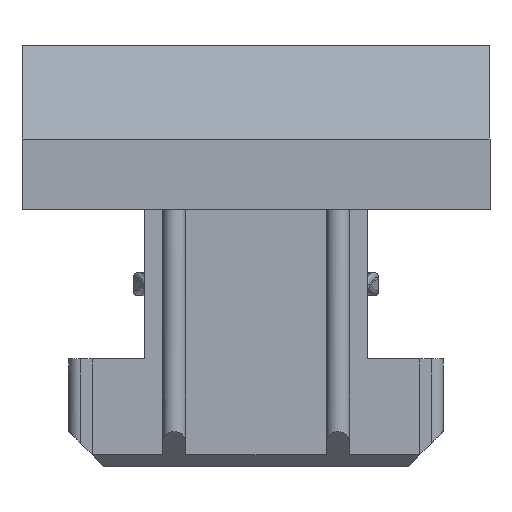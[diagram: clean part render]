
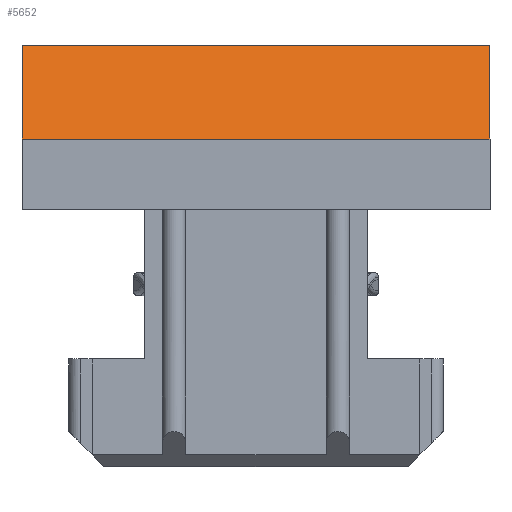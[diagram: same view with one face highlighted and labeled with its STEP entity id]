
A CAD part, left-side view. The second image highlights one B-rep face of the part: STEP entity #5652.
In plain terms, the highlighted planar face has unit normal (-0.94, 0, 0.342).
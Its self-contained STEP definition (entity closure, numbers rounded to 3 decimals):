
#290 = DIRECTION ( 'NONE',  ( 0., 1., 0. ) ) ;
#686 = VECTOR ( 'NONE', #2185, 1000. ) ;
#861 = FACE_OUTER_BOUND ( 'NONE', #2469, .T. ) ;
#905 = VERTEX_POINT ( 'NONE', #7259 ) ;
#971 = DIRECTION ( 'NONE',  ( 0.342, 0., 0.94 ) ) ;
#1087 = VECTOR ( 'NONE', #971, 1000. ) ;
#1911 = LINE ( 'NONE', #8559, #686 ) ;
#2185 = DIRECTION ( 'NONE',  ( 0., -1., 0. ) ) ;
#2469 = EDGE_LOOP ( 'NONE', ( #9239, #8703, #10681, #8694 ) ) ;
#2491 = EDGE_CURVE ( 'NONE', #11153, #905, #9082, .T. ) ;
#2897 = CARTESIAN_POINT ( 'NONE',  ( -30.631, 11., 2.8 ) ) ;
#3000 = VERTEX_POINT ( 'NONE', #6985 ) ;
#4185 = LINE ( 'NONE', #6330, #1087 ) ;
#4628 = DIRECTION ( 'NONE',  ( 0.94, 0., -0.342 ) ) ;
#5297 = DIRECTION ( 'NONE',  ( 0.342, 0., 0.94 ) ) ;
#5503 = CARTESIAN_POINT ( 'NONE',  ( -30.558, 11., 3. ) ) ;
#5652 = ADVANCED_FACE ( 'NONE', ( #861 ), #9219, .F. ) ;
#6330 = CARTESIAN_POINT ( 'NONE',  ( -31.366, -10., 0.781 ) ) ;
#6517 = CARTESIAN_POINT ( 'NONE',  ( -30.558, -10., 3. ) ) ;
#6985 = CARTESIAN_POINT ( 'NONE',  ( -29.102, -10., 7. ) ) ;
#7259 = CARTESIAN_POINT ( 'NONE',  ( -29.102, 10., 7. ) ) ;
#7989 = EDGE_CURVE ( 'NONE', #9315, #3000, #4185, .T. ) ;
#8174 = DIRECTION ( 'NONE',  ( 0., 1., 0. ) ) ;
#8559 = CARTESIAN_POINT ( 'NONE',  ( -29.102, 11., 7. ) ) ;
#8583 = EDGE_CURVE ( 'NONE', #905, #3000, #1911, .T. ) ;
#8694 = ORIENTED_EDGE ( 'NONE', *, *, #2491, .F. ) ;
#8703 = ORIENTED_EDGE ( 'NONE', *, *, #7989, .T. ) ;
#8956 = VECTOR ( 'NONE', #5297, 1000. ) ;
#9082 = LINE ( 'NONE', #10672, #8956 ) ;
#9127 = AXIS2_PLACEMENT_3D ( 'NONE', #2897, #4628, #290 ) ;
#9136 = VECTOR ( 'NONE', #8174, 1000. ) ;
#9219 = PLANE ( 'NONE',  #9127 ) ;
#9239 = ORIENTED_EDGE ( 'NONE', *, *, #11537, .F. ) ;
#9284 = CARTESIAN_POINT ( 'NONE',  ( -30.558, 10., 3. ) ) ;
#9315 = VERTEX_POINT ( 'NONE', #6517 ) ;
#10672 = CARTESIAN_POINT ( 'NONE',  ( -31.366, 10., 0.781 ) ) ;
#10681 = ORIENTED_EDGE ( 'NONE', *, *, #8583, .F. ) ;
#11120 = LINE ( 'NONE', #5503, #9136 ) ;
#11153 = VERTEX_POINT ( 'NONE', #9284 ) ;
#11537 = EDGE_CURVE ( 'NONE', #9315, #11153, #11120, .T. ) ;
